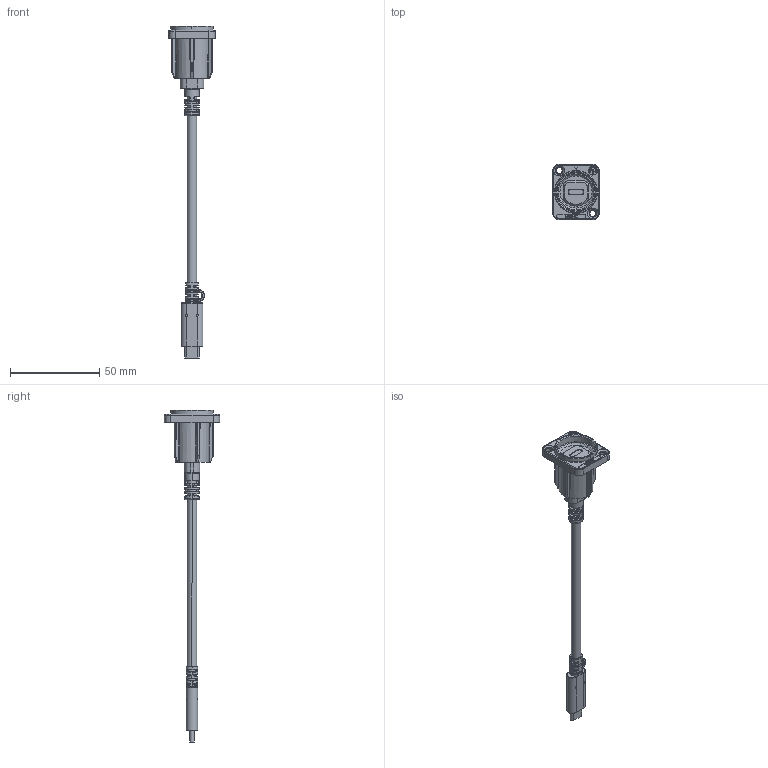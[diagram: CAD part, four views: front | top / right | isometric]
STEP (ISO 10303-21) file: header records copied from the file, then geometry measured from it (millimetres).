
FILE_DESCRIPTION((''),'2;1');
FILE_NAME('30012296','2025-04-16T09:58:29',('SYSTEM'),(''),'CREO PARAMETRIC BY PTC INC, 2023424','CREO PARAMETRIC BY PTC INC, 2023424','');
FILE_SCHEMA(('CONFIG_CONTROL_DESIGN'));
Length unit declared in the file: millimetre
Products named in the file (1): 30012296
Bounding box: 26 x 31 x 186.3 mm (x, y, z)
Volume: 14997.7 mm3; surface area: 8415.1 mm2
Topology: 1 solids, 2 shells, 643 faces, 1627 edges, 1024 vertices
Faces by surface type: cylinder 213, plane 205, bspline 108, torus 44, cone 41, extrusion 32
Entity records: 31907 total; most frequent: CARTESIAN_POINT 17398, ORIENTED_EDGE 3254, DIRECTION 2654, EDGE_CURVE 1627, VERTEX_POINT 1024, AXIS2_PLACEMENT_3D 1001, EDGE_LOOP 687, VECTOR 652
